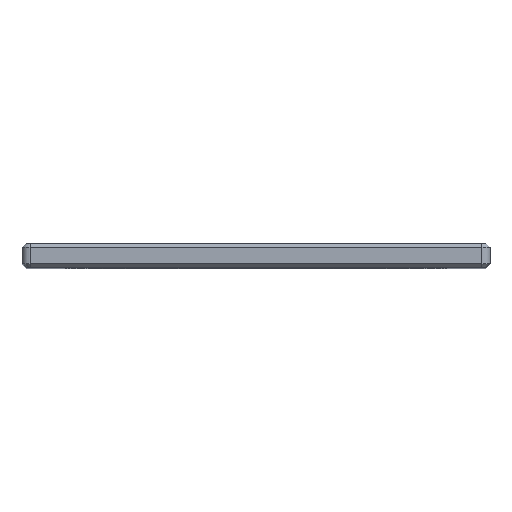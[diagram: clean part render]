
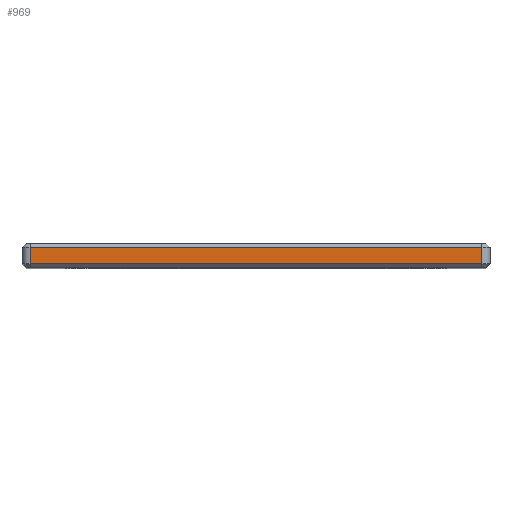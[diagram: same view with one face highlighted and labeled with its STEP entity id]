
A CAD part, top view. The second image highlights one B-rep face of the part: STEP entity #969.
In plain terms, the highlighted planar face has unit normal (0, 0, 1).
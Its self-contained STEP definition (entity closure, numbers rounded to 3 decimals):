
#21 = DIRECTION ( 'NONE',  ( 0., 1., 0. ) ) ;
#29 = VECTOR ( 'NONE', #1148, 1000. ) ;
#41 = DIRECTION ( 'NONE',  ( 0., 0., 1. ) ) ;
#144 = VECTOR ( 'NONE', #238, 1000. ) ;
#153 = CARTESIAN_POINT ( 'NONE',  ( 0., 3., 55. ) ) ;
#177 = EDGE_CURVE ( 'NONE', #395, #931, #949, .T. ) ;
#193 = ORIENTED_EDGE ( 'NONE', *, *, #1000, .T. ) ;
#203 = VECTOR ( 'NONE', #1018, 1000. ) ;
#231 = FACE_OUTER_BOUND ( 'NONE', #1055, .T. ) ;
#238 = DIRECTION ( 'NONE',  ( -1., 0., 0. ) ) ;
#248 = PLANE ( 'NONE',  #895 ) ;
#277 = VERTEX_POINT ( 'NONE', #1336 ) ;
#355 = EDGE_CURVE ( 'NONE', #931, #357, #778, .T. ) ;
#357 = VERTEX_POINT ( 'NONE', #1294 ) ;
#395 = VERTEX_POINT ( 'NONE', #538 ) ;
#482 = ORIENTED_EDGE ( 'NONE', *, *, #177, .T. ) ;
#524 = VECTOR ( 'NONE', #21, 1000. ) ;
#538 = CARTESIAN_POINT ( 'NONE',  ( -27.5, 0.5, 55. ) ) ;
#558 = CARTESIAN_POINT ( 'NONE',  ( 27.5, 3., 55. ) ) ;
#560 = CARTESIAN_POINT ( 'NONE',  ( 0., 2.5, 55. ) ) ;
#605 = CARTESIAN_POINT ( 'NONE',  ( 27.5, 0.5, 55. ) ) ;
#667 = CARTESIAN_POINT ( 'NONE',  ( -27.5, 3., 55. ) ) ;
#723 = ORIENTED_EDGE ( 'NONE', *, *, #355, .T. ) ;
#778 = LINE ( 'NONE', #558, #524 ) ;
#889 = LINE ( 'NONE', #667, #203 ) ;
#895 = AXIS2_PLACEMENT_3D ( 'NONE', #153, #41, #998 ) ;
#931 = VERTEX_POINT ( 'NONE', #1207 ) ;
#949 = LINE ( 'NONE', #605, #29 ) ;
#969 = ADVANCED_FACE ( 'NONE', ( #231 ), #248, .T. ) ;
#981 = EDGE_CURVE ( 'NONE', #277, #395, #889, .T. ) ;
#998 = DIRECTION ( 'NONE',  ( 1., 0., 0. ) ) ;
#1000 = EDGE_CURVE ( 'NONE', #357, #277, #1104, .T. ) ;
#1018 = DIRECTION ( 'NONE',  ( 0., -1., 0. ) ) ;
#1055 = EDGE_LOOP ( 'NONE', ( #723, #193, #1278, #482 ) ) ;
#1104 = LINE ( 'NONE', #560, #144 ) ;
#1148 = DIRECTION ( 'NONE',  ( 1., 0., 0. ) ) ;
#1207 = CARTESIAN_POINT ( 'NONE',  ( 27.5, 0.5, 55. ) ) ;
#1278 = ORIENTED_EDGE ( 'NONE', *, *, #981, .T. ) ;
#1294 = CARTESIAN_POINT ( 'NONE',  ( 27.5, 2.5, 55. ) ) ;
#1336 = CARTESIAN_POINT ( 'NONE',  ( -27.5, 2.5, 55. ) ) ;
